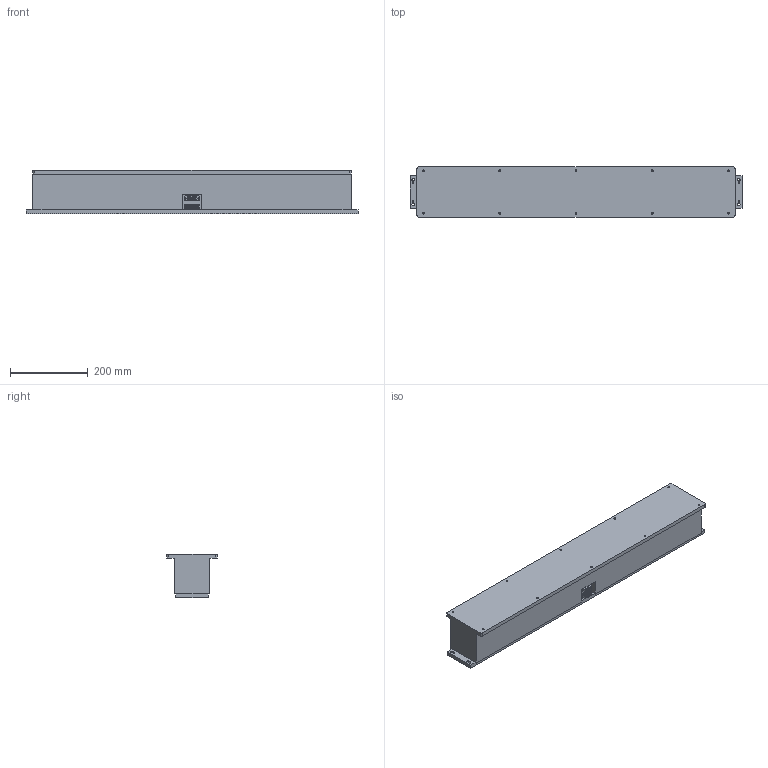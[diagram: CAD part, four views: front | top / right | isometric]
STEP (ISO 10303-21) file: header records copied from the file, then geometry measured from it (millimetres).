
FILE_DESCRIPTION(/* description */ ('Unknown'),/* implementation_level */ '2;1');
FILE_NAME(/* name */ 'Assembly of AVI-200XL LP',/* time_stamp */ '2017-02-10T18:37:22+01:00',/* author */ ('Unknown'),/* organization */ ('Unknown'),/* preprocessor_version */ 'ST-DEVELOPER v16.7',/* originating_system */ 'DEX',/* authorisation */ $);
FILE_SCHEMA (('AUTOMOTIVE_DESIGN {1 0 10303 214 3 1 1}'));
Length unit declared in the file: millimetre
Products named in the file (4): Assembly of AVI-200XL LP; AVI-200XL-LP main body; D sub 15 S female; D sub 15 P male
Assembly tree (3 placements, depth 2):
  Assembly of AVI-200XL LP
    AVI-200XL-LP main body
    D sub 15 S female
    D sub 15 P male
Bounding box: 856 x 130 x 112.5 mm (x, y, z)
Volume: 8714727.2 mm3; surface area: 436962.5 mm2
Topology: 3 solids, 3 shells, 679 faces, 1689 edges, 1094 vertices
Faces by surface type: plane 384, cylinder 241, torus 32, sphere 15, bspline 7
Full cylindrical faces by diameter (mm): 0.991 x30, 1.016 x30, 1.524 x30, 3.048 x4, 4.134 x8, 4.917 x6, 6.5 x4
Entity records: 21546 total; most frequent: CARTESIAN_POINT 3714, DIRECTION 3366, ORIENTED_EDGE 2988, EDGE_CURVE 1494, AXIS2_PLACEMENT_3D 1234, VERTEX_POINT 1026, EDGE_LOOP 928, FACE_BOUND 928
